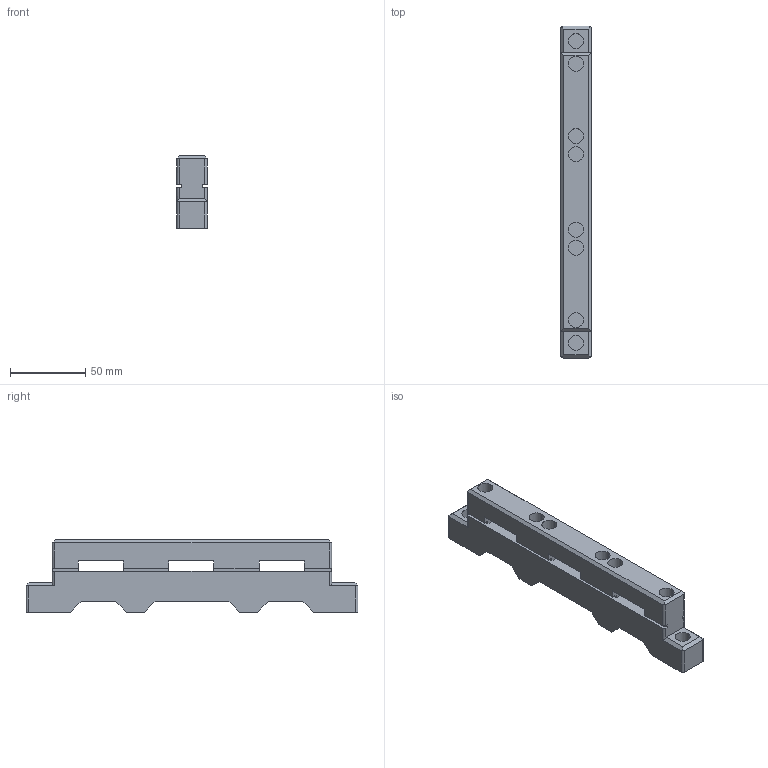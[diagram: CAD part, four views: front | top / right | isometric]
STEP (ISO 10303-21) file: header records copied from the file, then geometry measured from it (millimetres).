
FILE_DESCRIPTION (( 'STEP AP214' ), '1' );
FILE_NAME ('T-610.STEP', '2017-05-17T18:40:44', ( '' ), ( '' ), 'SwSTEP 2.0', 'SolidWorks 2017', '' );
FILE_SCHEMA (( 'AUTOMOTIVE_DESIGN' ));
Length unit declared in the file: millimetre
Products named in the file (2): T-610
Assembly tree (1 placements, depth 2):
  T-610
    T-610
Bounding box: 20 x 220 x 48 mm (x, y, z)
Volume: 153490.6 mm3; surface area: 34729.2 mm2
Topology: 1 solids, 1 shells, 96 faces, 270 edges, 180 vertices
Faces by surface type: plane 68, cylinder 28
Entity records: 3156 total; most frequent: CARTESIAN_POINT 610, ORIENTED_EDGE 540, DIRECTION 494, EDGE_CURVE 270, LINE 206, VECTOR 206, VERTEX_POINT 180, AXIS2_PLACEMENT_3D 144
